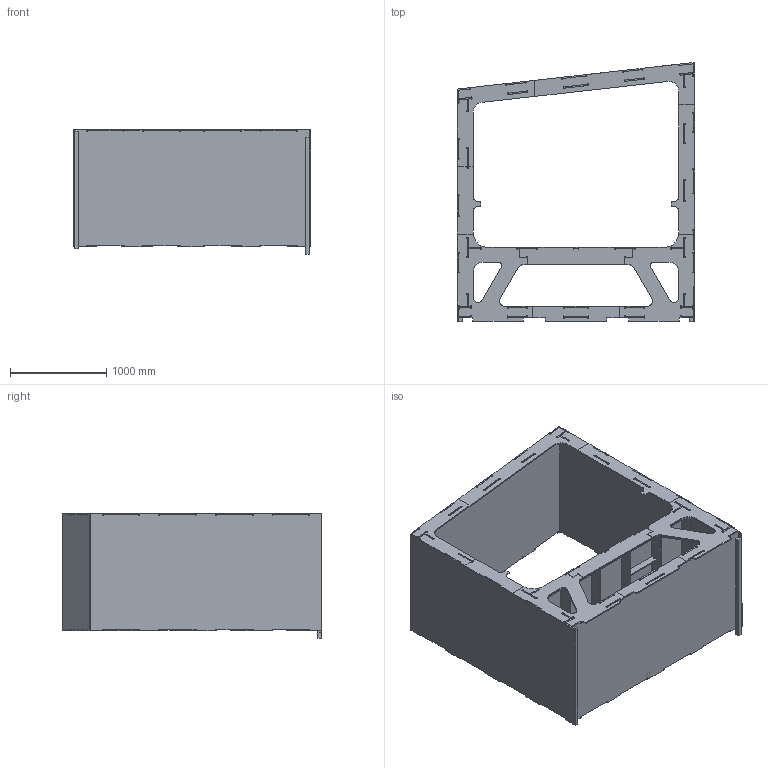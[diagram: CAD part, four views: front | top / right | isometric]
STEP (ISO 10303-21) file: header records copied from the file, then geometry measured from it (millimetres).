
FILE_DESCRIPTION( ( '' ), ' ' );
FILE_NAME( '5b2444c0de5b300f10592629.step', '2018-06-15T22:59:12', ( '' ), ( '' ), ' ', ' ', ' ' );
FILE_SCHEMA( ( 'AUTOMOTIVE_DESIGN { 1 0 10303 214 1 1 1 1 }' ) );
Length unit declared in the file: metre
Products named in the file (22): Assem1; Part 1
Assembly tree (39 placements, depth 2):
  Assem1
    Part 1  x4
    Part 1
    Part 1
    Part 1
    Part 1
    Part 1
    Part 1  x2
    Part 1  x4
    Part 1
    Part 1  x2
    Part 1
    Part 1
    Part 1
    Part 1
    Part 1
    Part 1
    Part 1  x4
    Part 1  x2
    Part 1
    Part 1  x6
    Part 1  x2
Bounding box: 2464.31 x 2689.49 x 1296.37 mm (x, y, z)
Volume: 413024445.6 mm3; surface area: 62817883.6 mm2
Topology: 39 solids, 39 shells, 1255 faces, 3531 edges, 2354 vertices
Faces by surface type: plane 892, cylinder 363
Entity records: 26360 total; most frequent: CARTESIAN_POINT 4306, ORIENTED_EDGE 4224, DIRECTION 4126, EDGE_CURVE 2112, LINE 1670, VECTOR 1670, VERTEX_POINT 1408, AXIS2_PLACEMENT_3D 1228
